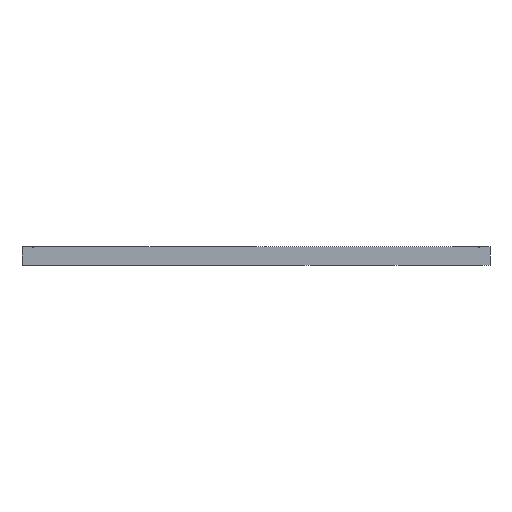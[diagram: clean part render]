
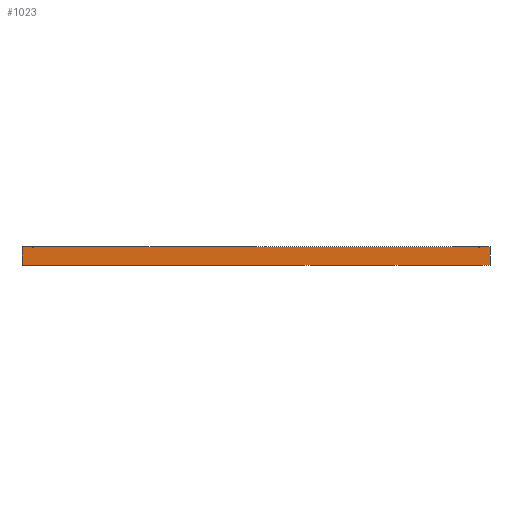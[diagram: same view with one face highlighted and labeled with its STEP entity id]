
A CAD part, front view. The second image highlights one B-rep face of the part: STEP entity #1023.
In plain terms, the highlighted planar face has unit normal (0, -1, 0).
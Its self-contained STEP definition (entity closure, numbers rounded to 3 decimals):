
#312=PLANE('',#3564);
#551=LINE('',#7474,#819);
#554=LINE('',#7506,#822);
#556=LINE('',#7531,#824);
#819=VECTOR('',#4069,1.);
#822=VECTOR('',#4074,1.);
#824=VECTOR('',#4078,1.);
#1023=ADVANCED_FACE('',(#1261),#312,.F.);
#1261=FACE_OUTER_BOUND('',#1480,.T.);
#1480=EDGE_LOOP('',(#2279,#2280,#2281,#2282));
#2279=ORIENTED_EDGE('',*,*,#3168,.T.);
#2280=ORIENTED_EDGE('',*,*,#3172,.T.);
#2281=ORIENTED_EDGE('',*,*,#3174,.F.);
#2282=ORIENTED_EDGE('',*,*,#3175,.F.);
#2731=VERTEX_POINT('',#7472);
#2733=VERTEX_POINT('',#7475);
#2735=VERTEX_POINT('',#7504);
#2737=VERTEX_POINT('',#7530);
#3168=EDGE_CURVE('',#2733,#2731,#551,.T.);
#3172=EDGE_CURVE('',#2731,#2735,#554,.T.);
#3174=EDGE_CURVE('',#2737,#2735,#3424,.T.);
#3175=EDGE_CURVE('',#2733,#2737,#556,.T.);
#3424=B_SPLINE_CURVE_WITH_KNOTS('',3,(#7509,#7510,#7511,#7512,#7513,#7514,
#7515,#7516,#7517,#7518,#7519,#7520,#7521,#7522,#7523,#7524,#7525,#7526,
#7527,#7528,#7529),.UNSPECIFIED.,.F.,.F.,(4,1,1,1,1,1,1,1,1,1,1,1,1,1,1,
1,1,1,4),(0.,0.063,0.125,0.25,0.375,0.406,0.422,0.43,0.438,0.5,
0.563,0.57,0.578,0.594,0.625,0.75,0.875,0.938,1.),.UNSPECIFIED.);
#3564=AXIS2_PLACEMENT_3D('',#7532,#4079,#4080);
#4069=DIRECTION('',(1.,0.,0.));
#4074=DIRECTION('',(0.,0.,1.));
#4078=DIRECTION('',(0.,0.,1.));
#4079=DIRECTION('',(0.,1.,0.));
#4080=DIRECTION('',(1.,0.,0.));
#7472=CARTESIAN_POINT('',(-150.,3000.,-35.));
#7474=CARTESIAN_POINT('',(-1000.,3000.,-35.));
#7475=CARTESIAN_POINT('',(-1050.,3000.,-35.));
#7504=CARTESIAN_POINT('',(-150.,3000.,0.));
#7506=CARTESIAN_POINT('',(-150.,3000.,0.));
#7509=CARTESIAN_POINT('',(-1050.,3000.,0.));
#7510=CARTESIAN_POINT('',(-1031.254,3000.,0.));
#7511=CARTESIAN_POINT('',(-993.764,3000.,0.));
#7512=CARTESIAN_POINT('',(-918.781,3000.,0.));
#7513=CARTESIAN_POINT('',(-825.046,3000.,0.));
#7514=CARTESIAN_POINT('',(-740.669,3000.,0.));
#7515=CARTESIAN_POINT('',(-689.094,3000.,0.));
#7516=CARTESIAN_POINT('',(-672.683,3000.,0.));
#7517=CARTESIAN_POINT('',(-663.305,3000.,0.));
#7518=CARTESIAN_POINT('',(-639.859,3000.,0.));
#7519=CARTESIAN_POINT('',(-600.,3000.,0.));
#7520=CARTESIAN_POINT('',(-560.141,3000.,0.));
#7521=CARTESIAN_POINT('',(-536.695,3000.,0.));
#7522=CARTESIAN_POINT('',(-527.317,3000.,0.));
#7523=CARTESIAN_POINT('',(-510.906,3000.,0.));
#7524=CARTESIAN_POINT('',(-459.331,3000.,0.));
#7525=CARTESIAN_POINT('',(-374.954,3000.,0.));
#7526=CARTESIAN_POINT('',(-281.219,3000.,0.));
#7527=CARTESIAN_POINT('',(-206.236,3000.,0.));
#7528=CARTESIAN_POINT('',(-168.746,3000.,0.));
#7529=CARTESIAN_POINT('',(-150.,3000.,0.));
#7530=CARTESIAN_POINT('',(-1050.,3000.,0.));
#7531=CARTESIAN_POINT('',(-1050.,3000.,0.));
#7532=CARTESIAN_POINT('',(-1000.,3000.,0.));
